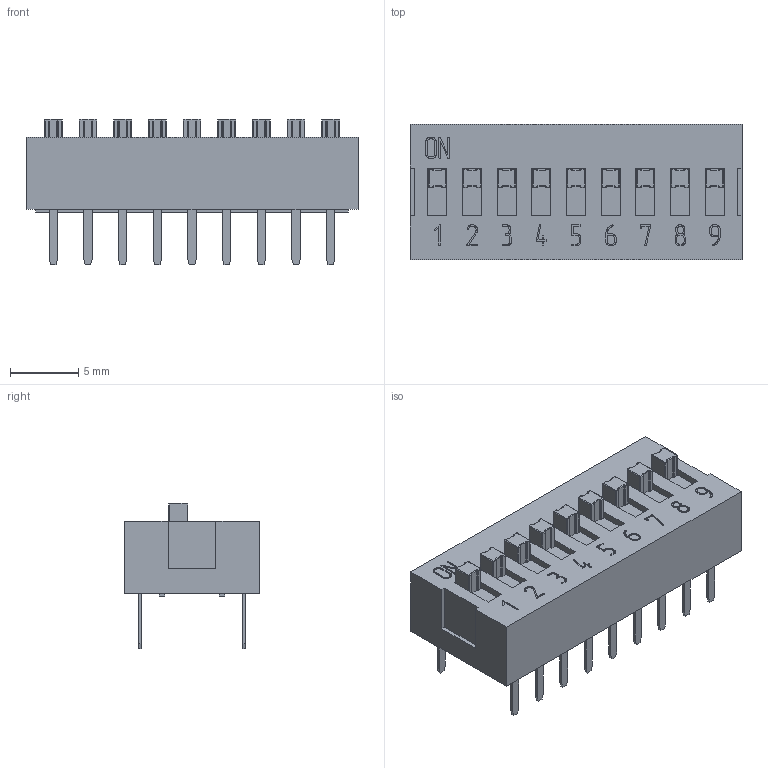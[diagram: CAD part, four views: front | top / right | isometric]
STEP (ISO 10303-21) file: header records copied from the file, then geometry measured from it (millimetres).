
FILE_DESCRIPTION(('STEP AP214'), '1');
FILE_NAME('DS1040 (DIP_switch)', '2018-05-03T07:35:52', ('Chugay'), (''), 'ASCON STEP Converter 1.3', 'ASCON Math Kernel', '');
FILE_SCHEMA(('AUTOMOTIVE_DESIGN { 1 0 10303 214 3 1 1}'));
Length unit declared in the file: millimetre
Bounding box: 24.32 x 9.9 x 10.65 mm (x, y, z)
Volume: 1286.2 mm3; surface area: 1118 mm2
Topology: 1 solids, 1 shells, 1289 faces, 3517 edges, 2212 vertices
Faces by surface type: plane 755, cylinder 426, sphere 72, torus 36
Entity records: 50251 total; most frequent: CARTESIAN_POINT 6949, DIRECTION 6949, ORIENTED_EDGE 6890, EDGE_CURVE 3445, LINE 2521, VECTOR 2521, AXIS2_PLACEMENT_3D 2214, VERTEX_POINT 2214
